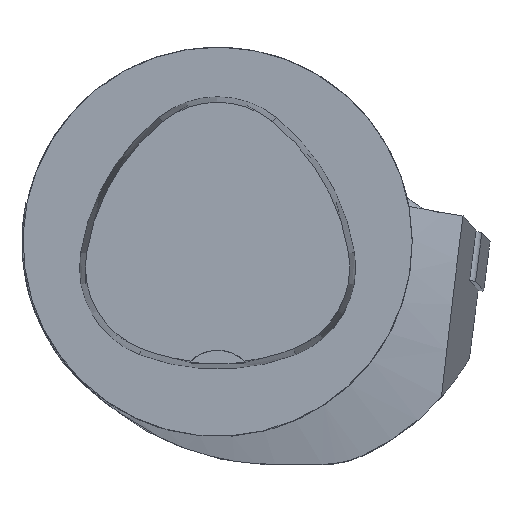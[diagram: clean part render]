
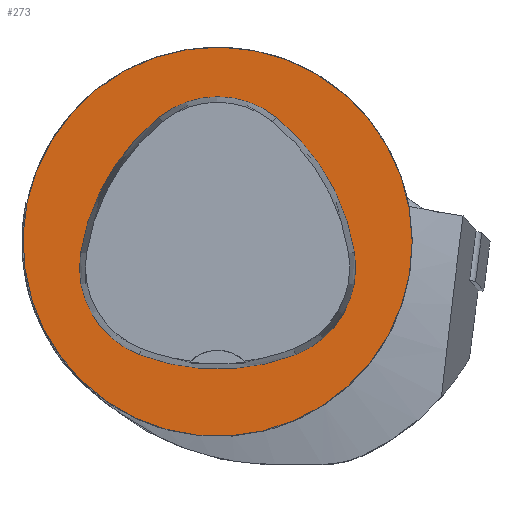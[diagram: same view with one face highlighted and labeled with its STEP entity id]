
A CAD part, top view. The second image highlights one B-rep face of the part: STEP entity #273.
In plain terms, the highlighted planar face has unit normal (0, 0, 1).
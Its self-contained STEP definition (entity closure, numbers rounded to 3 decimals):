
#273=ADVANCED_FACE('',(#658,#659),#346,.T.);
#346=PLANE('',#1813);
#658=FACE_BOUND('',#703,.T.);
#659=FACE_BOUND('',#704,.T.);
#703=EDGE_LOOP('',(#945,#946,#947,#948,#949,#950));
#704=EDGE_LOOP('',(#951));
#945=ORIENTED_EDGE('',*,*,#1501,.F.);
#946=ORIENTED_EDGE('',*,*,#1496,.F.);
#947=ORIENTED_EDGE('',*,*,#1491,.F.);
#948=ORIENTED_EDGE('',*,*,#1488,.F.);
#949=ORIENTED_EDGE('',*,*,#1485,.F.);
#950=ORIENTED_EDGE('',*,*,#1481,.F.);
#951=ORIENTED_EDGE('',*,*,#1463,.T.);
#1293=VERTEX_POINT('',#2646);
#1309=VERTEX_POINT('',#2708);
#1310=VERTEX_POINT('',#2709);
#1313=VERTEX_POINT('',#2717);
#1315=VERTEX_POINT('',#2723);
#1317=VERTEX_POINT('',#2729);
#1321=VERTEX_POINT('',#2742);
#1463=EDGE_CURVE('',#1293,#1293,#1620,.T.);
#1481=EDGE_CURVE('',#1309,#1310,#1622,.T.);
#1485=EDGE_CURVE('',#1310,#1313,#1624,.T.);
#1488=EDGE_CURVE('',#1313,#1315,#1626,.T.);
#1491=EDGE_CURVE('',#1315,#1317,#1628,.T.);
#1496=EDGE_CURVE('',#1317,#1321,#1631,.T.);
#1501=EDGE_CURVE('',#1321,#1309,#1634,.T.);
#1620=CIRCLE('',#1783,25.);
#1622=CIRCLE('',#1791,28.);
#1624=CIRCLE('',#1794,12.);
#1626=CIRCLE('',#1797,28.);
#1628=CIRCLE('',#1800,12.);
#1631=CIRCLE('',#1804,28.);
#1634=CIRCLE('',#1808,12.);
#1783=AXIS2_PLACEMENT_3D('',#2645,#2061,#2062);
#1791=AXIS2_PLACEMENT_3D('',#2707,#2081,#2082);
#1794=AXIS2_PLACEMENT_3D('',#2716,#2089,#2090);
#1797=AXIS2_PLACEMENT_3D('',#2722,#2096,#2097);
#1800=AXIS2_PLACEMENT_3D('',#2728,#2103,#2104);
#1804=AXIS2_PLACEMENT_3D('',#2741,#2112,#2113);
#1808=AXIS2_PLACEMENT_3D('',#2754,#2121,#2122);
#1813=AXIS2_PLACEMENT_3D('',#2759,#2131,#2132);
#2061=DIRECTION('',(0.,0.,1.));
#2062=DIRECTION('',(1.,0.,0.));
#2081=DIRECTION('',(0.,0.,1.));
#2082=DIRECTION('',(1.,0.,0.));
#2089=DIRECTION('',(0.,0.,1.));
#2090=DIRECTION('',(1.,0.,0.));
#2096=DIRECTION('',(0.,0.,1.));
#2097=DIRECTION('',(1.,0.,0.));
#2103=DIRECTION('',(0.,0.,1.));
#2104=DIRECTION('',(1.,0.,0.));
#2112=DIRECTION('',(0.,0.,1.));
#2113=DIRECTION('',(1.,0.,0.));
#2121=DIRECTION('',(0.,0.,1.));
#2122=DIRECTION('',(1.,0.,0.));
#2131=DIRECTION('',(0.,0.,1.));
#2132=DIRECTION('',(-1.,0.,0.));
#2645=CARTESIAN_POINT('',(0.,0.,0.));
#2646=CARTESIAN_POINT('',(25.,0.,0.));
#2707=CARTESIAN_POINT('',(-10.068,-5.824,0.));
#2708=CARTESIAN_POINT('',(17.584,-1.424,0.));
#2709=CARTESIAN_POINT('',(7.531,15.953,0.));
#2716=CARTESIAN_POINT('',(-0.011,6.62,0.));
#2717=CARTESIAN_POINT('',(-7.567,15.942,0.));
#2722=CARTESIAN_POINT('',(10.063,-5.81,0.));
#2723=CARTESIAN_POINT('',(-17.59,-1.418,0.));
#2728=CARTESIAN_POINT('',(-5.739,-3.3,0.));
#2729=CARTESIAN_POINT('',(-10.05,-14.499,0.));
#2741=CARTESIAN_POINT('',(0.01,11.631,0.));
#2742=CARTESIAN_POINT('',(10.025,-14.516,0.));
#2754=CARTESIAN_POINT('',(5.733,-3.31,0.));
#2759=CARTESIAN_POINT('',(0.,0.,0.));
